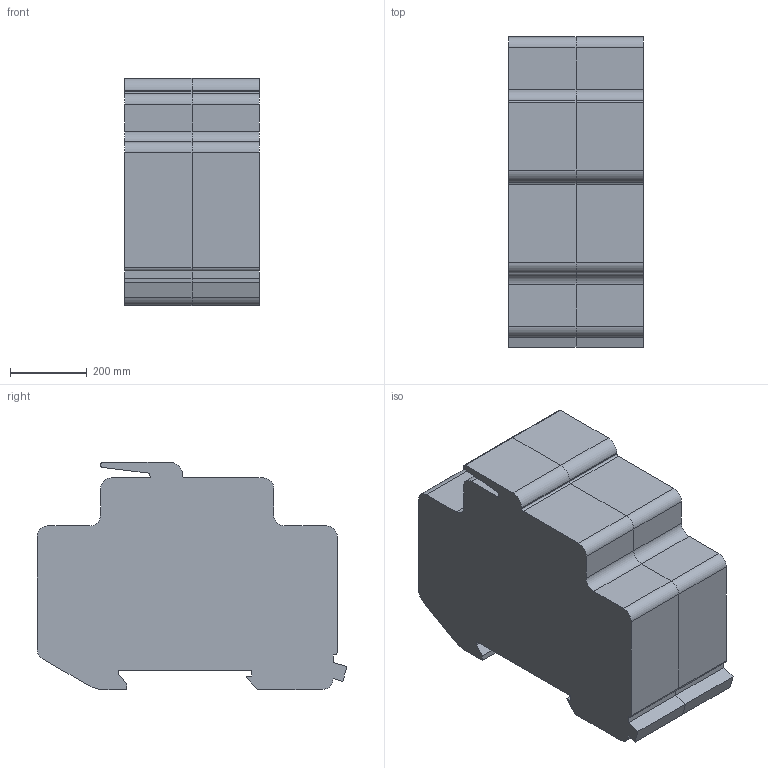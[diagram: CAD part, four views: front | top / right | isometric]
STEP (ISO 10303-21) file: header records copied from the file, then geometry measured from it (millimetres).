
FILE_DESCRIPTION((' '),'2;1');
FILE_NAME('FH8-2PC30.stp','2012-09-05T09:09:16',(' '),(' '),' ','ACIS',' ');
FILE_SCHEMA(('CONFIG_CONTROL_DESIGN'));
Length unit declared in the file: millimetre
Products named in the file (3): FH8-2PC30.stp; Body1; Body2
Assembly tree (2 placements, depth 2):
  FH8-2PC30.stp
    Body1
    Body2
Bounding box: 350 x 805 x 590 mm (x, y, z)
Volume: 129430559.9 mm3; surface area: 2531795.2 mm2
Topology: 2 solids, 2 shells, 90 faces, 258 edges, 172 vertices
Faces by surface type: plane 62, cylinder 28
Entity records: 3324 total; most frequent: CARTESIAN_POINT 525, ORIENTED_EDGE 516, DIRECTION 504, EDGE_CURVE 258, VECTOR 202, LINE 202, VERTEX_POINT 172, AXIS2_PLACEMENT_3D 151
